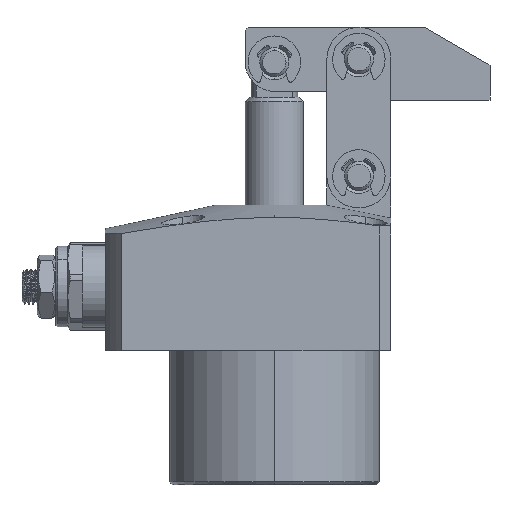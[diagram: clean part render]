
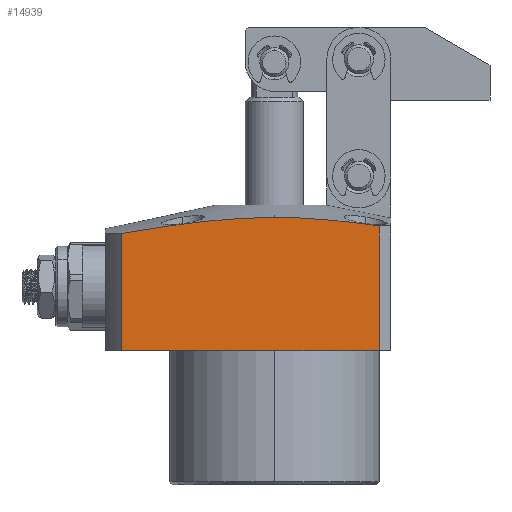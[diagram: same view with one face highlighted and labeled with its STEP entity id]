
A CAD part, front view. The second image highlights one B-rep face of the part: STEP entity #14939.
In plain terms, the highlighted face is planar.
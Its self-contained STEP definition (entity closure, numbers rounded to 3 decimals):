
#71 = CARTESIAN_POINT ( 'NONE',  ( 18., 44.406, 20. ) ) ;
#656 = CARTESIAN_POINT ( 'NONE',  ( -26.249, 0., 20. ) ) ;
#2210 = CARTESIAN_POINT ( 'NONE',  ( 18., 23., 20. ) ) ;
#2614 = EDGE_CURVE ( 'NONE', #11583, #12753, #12101, .T. ) ;
#3439 = VERTEX_POINT ( 'NONE', #2210 ) ;
#3625 = VECTOR ( 'NONE', #16477, 1000. ) ;
#3724 = LINE ( 'NONE', #16454, #3625 ) ;
#4393 = EDGE_CURVE ( 'NONE', #3439, #12840, #8552, .T. ) ;
#6771 = CARTESIAN_POINT ( 'NONE',  ( 18., 44.406, 20. ) ) ;
#6903 = EDGE_CURVE ( 'NONE', #3439, #9362, #3724, .T. ) ;
#6969 = FACE_OUTER_BOUND ( 'NONE', #8226, .T. ) ;
#7346 = ORIENTED_EDGE ( 'NONE', *, *, #2614, .F. ) ;
#8215 = CARTESIAN_POINT ( 'NONE',  ( -21.892, 43.831, 20. ) ) ;
#8218 = B_SPLINE_CURVE_WITH_KNOTS ( 'NONE', 3,
 ( #13232, #13246, #13184, #13167, #13160, #13144, #13142, #6771 ),
 .UNSPECIFIED., .F., .F.,
 ( 4, 2, 2, 4 ),
 ( 0.05, 0.054, 0.059, 0.068 ),
 .UNSPECIFIED. ) ;
#8226 = EDGE_LOOP ( 'NONE', ( #7346, #11091, #12869, #10549, #14981 ) ) ;
#8552 = LINE ( 'NONE', #13815, #8572 ) ;
#8572 = VECTOR ( 'NONE', #12733, 1000. ) ;
#8981 = EDGE_CURVE ( 'NONE', #12840, #11583, #17189, .T. ) ;
#9362 = VERTEX_POINT ( 'NONE', #71 ) ;
#9715 = CARTESIAN_POINT ( 'NONE',  ( -26.249, 43.111, 20. ) ) ;
#9773 = CARTESIAN_POINT ( 'NONE',  ( -26.249, 23., 20. ) ) ;
#10241 = CARTESIAN_POINT ( 'NONE',  ( -15.342, 44.782, 20. ) ) ;
#10277 = CARTESIAN_POINT ( 'NONE',  ( 0., 45.874, 20. ) ) ;
#10292 = CARTESIAN_POINT ( 'NONE',  ( -8.78, 45.504, 20. ) ) ;
#10324 = CARTESIAN_POINT ( 'NONE',  ( 0., 45.874, 20. ) ) ;
#10376 = CARTESIAN_POINT ( 'NONE',  ( -2.2, 45.874, 20. ) ) ;
#10482 = CARTESIAN_POINT ( 'NONE',  ( -26.249, 43.111, 20. ) ) ;
#10549 = ORIENTED_EDGE ( 'NONE', *, *, #6903, .T. ) ;
#10796 = CARTESIAN_POINT ( 'NONE',  ( -4.395, 45.796, 20. ) ) ;
#10941 = CARTESIAN_POINT ( 'NONE',  ( -10.969, 45.293, 20. ) ) ;
#10975 = CARTESIAN_POINT ( 'NONE',  ( -17.526, 44.483, 20. ) ) ;
#11091 = ORIENTED_EDGE ( 'NONE', *, *, #8981, .F. ) ;
#11463 = CARTESIAN_POINT ( 'NONE',  ( -24.072, 43.479, 20. ) ) ;
#11583 = VERTEX_POINT ( 'NONE', #9715 ) ;
#12101 = B_SPLINE_CURVE_WITH_KNOTS ( 'NONE', 3,
 ( #10482, #11463, #8215, #10975, #10241, #10941, #10292, #10796, #10376, #10277 ),
 .UNSPECIFIED., .F., .F.,
 ( 4, 2, 2, 2, 4 ),
 ( 0.023, 0.03, 0.037, 0.043, 0.05 ),
 .UNSPECIFIED. ) ;
#12384 = AXIS2_PLACEMENT_3D ( 'NONE', #14910, #14811, #14792 ) ;
#12733 = DIRECTION ( 'NONE',  ( -1., 0., 0. ) ) ;
#12753 = VERTEX_POINT ( 'NONE', #10324 ) ;
#12840 = VERTEX_POINT ( 'NONE', #9773 ) ;
#12869 = ORIENTED_EDGE ( 'NONE', *, *, #4393, .F. ) ;
#13142 = CARTESIAN_POINT ( 'NONE',  ( 15.02, 44.83, 20. ) ) ;
#13144 = CARTESIAN_POINT ( 'NONE',  ( 12.029, 45.199, 20. ) ) ;
#13160 = CARTESIAN_POINT ( 'NONE',  ( 7.514, 45.594, 20. ) ) ;
#13167 = CARTESIAN_POINT ( 'NONE',  ( 6.008, 45.698, 20. ) ) ;
#13184 = CARTESIAN_POINT ( 'NONE',  ( 3.001, 45.838, 20. ) ) ;
#13232 = CARTESIAN_POINT ( 'NONE',  ( 0., 45.874, 20. ) ) ;
#13246 = CARTESIAN_POINT ( 'NONE',  ( 1.5, 45.874, 20. ) ) ;
#13815 = CARTESIAN_POINT ( 'NONE',  ( 18., 23., 20. ) ) ;
#14792 = DIRECTION ( 'NONE',  ( 1., 0., 0. ) ) ;
#14811 = DIRECTION ( 'NONE',  ( 0., 0., 1. ) ) ;
#14910 = CARTESIAN_POINT ( 'NONE',  ( 0., 0., 20. ) ) ;
#14939 = ADVANCED_FACE ( 'NONE', ( #6969 ), #15026, .T. ) ;
#14981 = ORIENTED_EDGE ( 'NONE', *, *, #15268, .F. ) ;
#15026 = PLANE ( 'NONE',  #12384 ) ;
#15268 = EDGE_CURVE ( 'NONE', #12753, #9362, #8218, .T. ) ;
#16454 = CARTESIAN_POINT ( 'NONE',  ( 18., 0., 20. ) ) ;
#16477 = DIRECTION ( 'NONE',  ( 0., 1., 0. ) ) ;
#17189 = LINE ( 'NONE', #656, #17318 ) ;
#17318 = VECTOR ( 'NONE', #17432, 1000. ) ;
#17432 = DIRECTION ( 'NONE',  ( 0., 1., 0. ) ) ;
